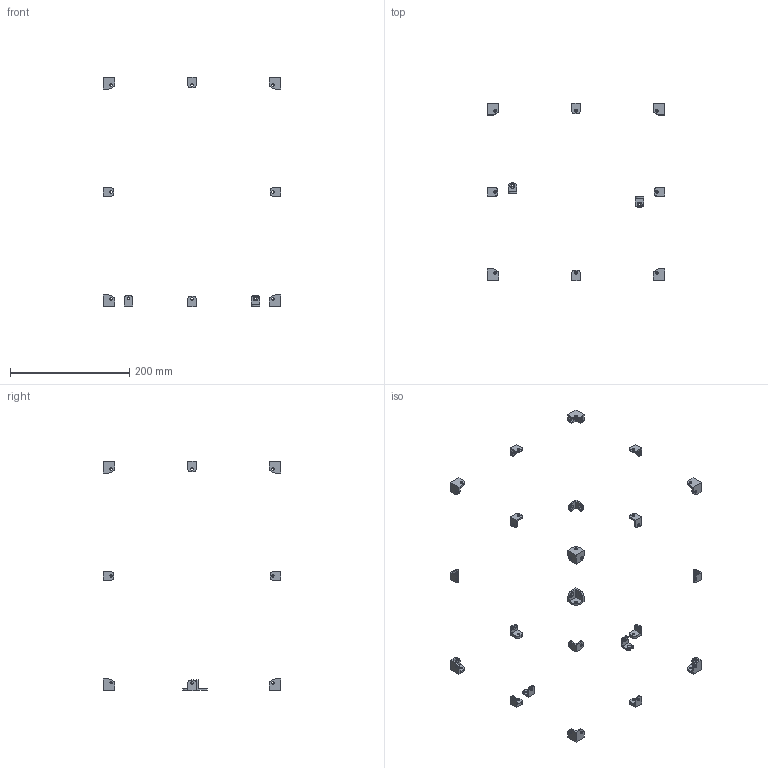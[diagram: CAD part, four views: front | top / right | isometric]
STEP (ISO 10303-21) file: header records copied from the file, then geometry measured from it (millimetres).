
FILE_DESCRIPTION(/* description */ (''),/* implementation_level */ '2;1');
FILE_NAME(/* name */ 'Support.step',/* time_stamp */ '2025-08-07T17:51:33+07:00',/* author */ (''),/* organization */ (''),/* preprocessor_version */ 'ST-DEVELOPER v20.1',/* originating_system */ 'Autodesk Translation Framework v14.10.0.0',/* authorisation */ '');
FILE_SCHEMA (('AUTOMOTIVE_DESIGN { 1 0 10303 214 3 1 1 }'));
Length unit declared in the file: millimetre
Products named in the file (20): Bat ; Part 9_2; Part 10; Part 10_1; Part 8 - Bat goc Taro v3; Part 9; Part 8 - Bat goc Taro_1; Part 8 - Bat goc Taro; Part 9_3; Part 8 - Bat goc Taro_2; Part 9_3_1; Part 9 - Bat vuong Taro; Part 9 - Bat vuong Taro_3; Part 9 - Bat vuong Taro_1; Part 9 - Bat vuong Taro_2; Part 10_2; Bat vuong Taro M4; Component1_1; Bat vuong Taro M4_1; Component1_1_1
Assembly tree (32 placements, depth 3):
  Bat 
    Part 9_2  x4
    Part 10  x2
    Part 10_1  x6
    Part 8 - Bat goc Taro v3
      Part 9
    Part 8 - Bat goc Taro_1
      Part 9_3
    Part 8 - Bat goc Taro
      Part 9_3
    Part 8 - Bat goc Taro_2
      Part 9_3_1
    Part 9 - Bat vuong Taro
      Part 10_2
    Part 9 - Bat vuong Taro_3
      Part 10_2
    Part 9 - Bat vuong Taro_1
      Part 10_2
    Part 9 - Bat vuong Taro_2
      Part 10_2
    Bat vuong Taro M4
      Component1_1
    Bat vuong Taro M4_1
      Component1_1_1
Bounding box: 298 x 298 x 385 mm (x, y, z)
Volume: 36091.7 mm3; surface area: 32682 mm2
Topology: 22 solids, 22 shells, 365 faces, 922 edges, 601 vertices
Faces by surface type: plane 184, cylinder 140, cone 41
Full cylindrical faces by diameter (mm): 3.5 x11, 4.5 x41
Entity records: 5211 total; most frequent: DIRECTION 911, CARTESIAN_POINT 826, ORIENTED_EDGE 756, EDGE_CURVE 378, AXIS2_PLACEMENT_3D 332, LINE 247, VECTOR 247, VERTEX_POINT 247
